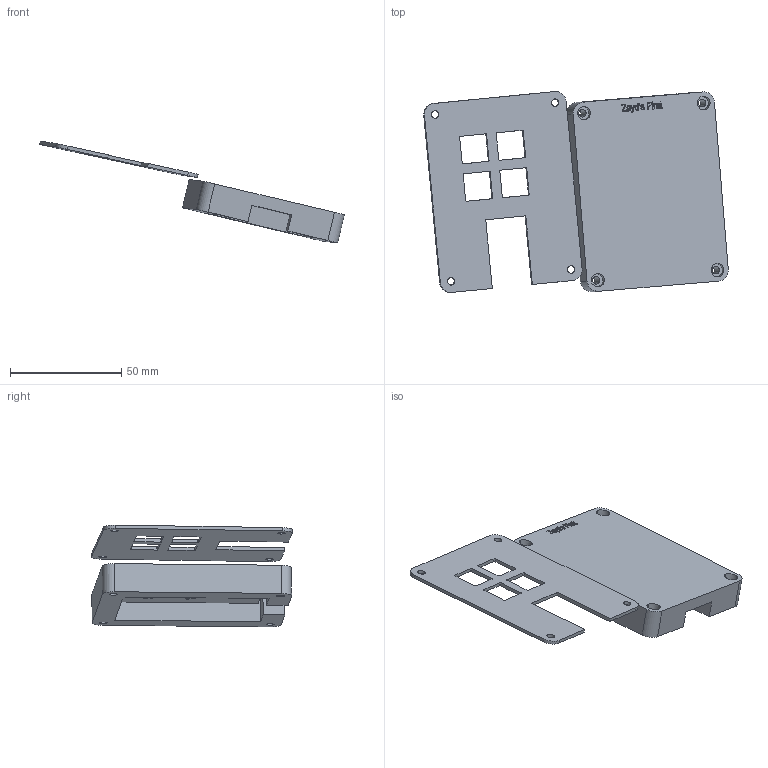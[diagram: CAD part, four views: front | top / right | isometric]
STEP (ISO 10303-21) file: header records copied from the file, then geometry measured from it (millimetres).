
FILE_DESCRIPTION (( 'STEP AP214' ), '1' );
FILE_NAME ('minikeyboardassembled_FINAL.STEP', '2025-12-04T06:26:28', ( '' ), ( '' ), 'SwSTEP 2.0', 'SolidWorks 2023', '' );
FILE_SCHEMA (( 'AUTOMOTIVE_DESIGN' ));
Length unit declared in the file: metre
Products named in the file (5): minikeyboard_PCB.step; KEYBOARD; Top keyboard; minikeyboardassembled_FINAL; minikeyboard.step
Assembly tree (4 placements, depth 3):
  minikeyboardassembled_FINAL
    minikeyboard.step
      minikeyboard_PCB.step
    KEYBOARD
    Top keyboard
Bounding box: 136.94 x 90.3 x 45.77 mm (x, y, z)
Volume: 51094.2 mm3; surface area: 33396 mm2
Topology: 3 solids, 3 shells, 323 faces, 897 edges, 598 vertices
Faces by surface type: plane 140, cylinder 116, bspline 67
Entity records: 13552 total; most frequent: CARTESIAN_POINT 5173, ORIENTED_EDGE 1794, DIRECTION 1523, EDGE_CURVE 897, VERTEX_POINT 598, LINE 531, VECTOR 531, AXIS2_PLACEMENT_3D 496
